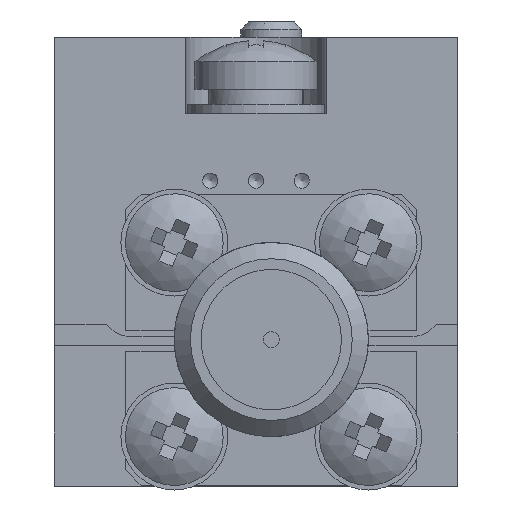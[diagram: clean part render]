
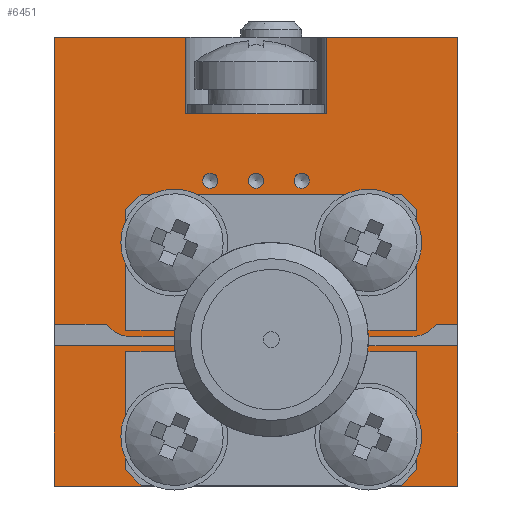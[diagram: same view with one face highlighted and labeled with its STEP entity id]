
A CAD part, left-side view. The second image highlights one B-rep face of the part: STEP entity #6451.
In plain terms, the highlighted planar face has unit normal (-1, 0, 0).
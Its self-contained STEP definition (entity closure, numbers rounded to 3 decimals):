
#6451=ADVANCED_FACE('',(#19105,#19107,#19109,#19111,#19113,#19115,#19117,#19119),
#19121,.F.);
#19105=FACE_BOUND('',#19106,.T.);
#19106=EDGE_LOOP('',(#32433,#32434,#32435,#32436,#32437,#32438,#32439,#32440,#32441,
#32442,#32443,#32444,#32445,#32446,#32447,#32448,#32449,#32450,#32451,#32452));
#19107=FACE_BOUND('',#19108,.T.);
#19108=EDGE_LOOP('',(#32453));
#19109=FACE_BOUND('',#19110,.T.);
#19110=EDGE_LOOP('',(#32454));
#19111=FACE_BOUND('',#19112,.T.);
#19112=EDGE_LOOP('',(#32455));
#19113=FACE_BOUND('',#19114,.T.);
#19114=EDGE_LOOP('',(#32456));
#19115=FACE_BOUND('',#19116,.T.);
#19116=EDGE_LOOP('',(#32457));
#19117=FACE_BOUND('',#19118,.T.);
#19118=EDGE_LOOP('',(#32458));
#19119=FACE_BOUND('',#19120,.T.);
#19120=EDGE_LOOP('',(#32459));
#19121=PLANE('',#19122);
#19122=AXIS2_PLACEMENT_3D('',#19123,#19124,#19125);
#19123=CARTESIAN_POINT('',(-27.5,6.6,14.7));
#19124=DIRECTION('',(1.,0.,-0.));
#19125=DIRECTION('',(0.,1.,0.));
#32433=ORIENTED_EDGE('',*,*,#38529,.F.);
#32434=ORIENTED_EDGE('',*,*,#38530,.F.);
#32435=ORIENTED_EDGE('',*,*,#38531,.F.);
#32436=ORIENTED_EDGE('',*,*,#38532,.T.);
#32437=ORIENTED_EDGE('',*,*,#38533,.F.);
#32438=ORIENTED_EDGE('',*,*,#38508,.T.);
#32439=ORIENTED_EDGE('',*,*,#38534,.F.);
#32440=ORIENTED_EDGE('',*,*,#38535,.F.);
#32441=ORIENTED_EDGE('',*,*,#38536,.F.);
#32442=ORIENTED_EDGE('',*,*,#38537,.F.);
#32443=ORIENTED_EDGE('',*,*,#38538,.F.);
#32444=ORIENTED_EDGE('',*,*,#38504,.T.);
#32445=ORIENTED_EDGE('',*,*,#38539,.T.);
#32446=ORIENTED_EDGE('',*,*,#38161,.F.);
#32447=ORIENTED_EDGE('',*,*,#38540,.F.);
#32448=ORIENTED_EDGE('',*,*,#38541,.F.);
#32449=ORIENTED_EDGE('',*,*,#38542,.F.);
#32450=ORIENTED_EDGE('',*,*,#38543,.F.);
#32451=ORIENTED_EDGE('',*,*,#38544,.F.);
#32452=ORIENTED_EDGE('',*,*,#38157,.F.);
#32453=ORIENTED_EDGE('',*,*,#37762,.F.);
#32454=ORIENTED_EDGE('',*,*,#37764,.F.);
#32455=ORIENTED_EDGE('',*,*,#37766,.F.);
#32456=ORIENTED_EDGE('',*,*,#37768,.F.);
#32457=ORIENTED_EDGE('',*,*,#37770,.F.);
#32458=ORIENTED_EDGE('',*,*,#37772,.F.);
#32459=ORIENTED_EDGE('',*,*,#37774,.F.);
#37762=EDGE_CURVE('',#41826,#41826,#41827,.T.);
#37764=EDGE_CURVE('',#41830,#41830,#41831,.T.);
#37766=EDGE_CURVE('',#41834,#41834,#41835,.T.);
#37768=EDGE_CURVE('',#41838,#41838,#41839,.T.);
#37770=EDGE_CURVE('',#41842,#41842,#41843,.T.);
#37772=EDGE_CURVE('',#41846,#41846,#41847,.T.);
#37774=EDGE_CURVE('',#41850,#41850,#41851,.T.);
#38157=EDGE_CURVE('',#42615,#42617,#42618,.T.);
#38161=EDGE_CURVE('',#42623,#42625,#42626,.T.);
#38504=EDGE_CURVE('',#43307,#43305,#43308,.T.);
#38508=EDGE_CURVE('',#43315,#43313,#43316,.T.);
#38529=EDGE_CURVE('',#43356,#42615,#43357,.T.);
#38530=EDGE_CURVE('',#43358,#43356,#43359,.T.);
#38531=EDGE_CURVE('',#43360,#43358,#43361,.T.);
#38532=EDGE_CURVE('',#43360,#43362,#43363,.T.);
#38533=EDGE_CURVE('',#43315,#43362,#43364,.T.);
#38534=EDGE_CURVE('',#43365,#43313,#43366,.T.);
#38535=EDGE_CURVE('',#43367,#43365,#43368,.T.);
#38536=EDGE_CURVE('',#43369,#43367,#43370,.T.);
#38537=EDGE_CURVE('',#43371,#43369,#43372,.T.);
#38538=EDGE_CURVE('',#43307,#43371,#43373,.T.);
#38539=EDGE_CURVE('',#43305,#42625,#43374,.T.);
#38540=EDGE_CURVE('',#43375,#42623,#43376,.T.);
#38541=EDGE_CURVE('',#43377,#43375,#43378,.T.);
#38542=EDGE_CURVE('',#43379,#43377,#43380,.T.);
#38543=EDGE_CURVE('',#43381,#43379,#43382,.T.);
#38544=EDGE_CURVE('',#42617,#43381,#43383,.T.);
#41826=VERTEX_POINT('',#53641);
#41827=CIRCLE('',#53642,0.25);
#41830=VERTEX_POINT('',#53752);
#41831=CIRCLE('',#53753,0.25);
#41834=VERTEX_POINT('',#53863);
#41835=CIRCLE('',#53864,0.25);
#41838=VERTEX_POINT('',#53974);
#41839=CIRCLE('',#53975,0.625);
#41842=VERTEX_POINT('',#54085);
#41843=CIRCLE('',#54086,0.625);
#41846=VERTEX_POINT('',#54196);
#41847=CIRCLE('',#54197,0.625);
#41850=VERTEX_POINT('',#54307);
#41851=CIRCLE('',#54308,0.625);
#42615=VERTEX_POINT('',#57982);
#42617=VERTEX_POINT('',#57986);
#42618=LINE('',#57987,#57988);
#42623=VERTEX_POINT('',#57998);
#42625=VERTEX_POINT('',#58002);
#42626=LINE('',#58003,#58004);
#43305=VERTEX_POINT('',#63691);
#43307=VERTEX_POINT('',#63695);
#43308=LINE('',#63696,#63697);
#43313=VERTEX_POINT('',#63707);
#43315=VERTEX_POINT('',#63711);
#43316=LINE('',#63712,#63713);
#43356=VERTEX_POINT('',#63794);
#43357=LINE('',#63795,#63796);
#43358=VERTEX_POINT('',#63798);
#43359=LINE('',#63799,#63800);
#43360=VERTEX_POINT('',#63802);
#43361=LINE('',#63803,#63804);
#43362=VERTEX_POINT('',#63806);
#43363=LINE('',#63807,#63808);
#43364=LINE('',#63810,#63811);
#43365=VERTEX_POINT('',#63813);
#43366=LINE('',#63814,#63815);
#43367=VERTEX_POINT('',#63817);
#43368=CIRCLE('',#63818,1.);
#43369=VERTEX_POINT('',#63822);
#43370=LINE('',#63823,#63824);
#43371=VERTEX_POINT('',#63826);
#43372=LINE('',#63827,#63828);
#43373=LINE('',#63830,#63831);
#43374=LINE('',#63833,#63834);
#43375=VERTEX_POINT('',#63836);
#43376=LINE('',#63837,#63838);
#43377=VERTEX_POINT('',#63840);
#43378=LINE('',#63841,#63842);
#43379=VERTEX_POINT('',#63844);
#43380=LINE('',#63845,#63846);
#43381=VERTEX_POINT('',#63848);
#43382=CIRCLE('',#63849,1.);
#43383=LINE('',#63853,#63854);
#53641=CARTESIAN_POINT('',(-27.5,0.,10.25));
#53642=AXIS2_PLACEMENT_3D('',#53643,#53644,#53645);
#53643=CARTESIAN_POINT('',(-27.5,0.,10.));
#53644=DIRECTION('',(-1.,0.,0.));
#53645=DIRECTION('',(0.,0.,-1.));
#53752=CARTESIAN_POINT('',(-27.5,1.5,10.25));
#53753=AXIS2_PLACEMENT_3D('',#53754,#53755,#53756);
#53754=CARTESIAN_POINT('',(-27.5,1.5,10.));
#53755=DIRECTION('',(-1.,0.,0.));
#53756=DIRECTION('',(-0.,0.,-1.));
#53863=CARTESIAN_POINT('',(-27.5,-1.5,10.25));
#53864=AXIS2_PLACEMENT_3D('',#53865,#53866,#53867);
#53865=CARTESIAN_POINT('',(-27.5,-1.5,10.));
#53866=DIRECTION('',(-1.,0.,0.));
#53867=DIRECTION('',(-0.,0.,-1.));
#53974=CARTESIAN_POINT('',(-27.5,2.675,8.6));
#53975=AXIS2_PLACEMENT_3D('',#53976,#53977,#53978);
#53976=CARTESIAN_POINT('',(-27.5,2.675,7.975));
#53977=DIRECTION('',(-1.,0.,0.));
#53978=DIRECTION('',(-0.,0.,-1.));
#54085=CARTESIAN_POINT('',(-27.5,-3.675,8.6));
#54086=AXIS2_PLACEMENT_3D('',#54087,#54088,#54089);
#54087=CARTESIAN_POINT('',(-27.5,-3.675,7.975));
#54088=DIRECTION('',(-1.,0.,0.));
#54089=DIRECTION('',(-0.,0.,-1.));
#54196=CARTESIAN_POINT('',(-27.5,-3.675,2.25));
#54197=AXIS2_PLACEMENT_3D('',#54198,#54199,#54200);
#54198=CARTESIAN_POINT('',(-27.5,-3.675,1.625));
#54199=DIRECTION('',(-1.,0.,0.));
#54200=DIRECTION('',(-0.,0.,-1.));
#54307=CARTESIAN_POINT('',(-27.5,2.675,2.25));
#54308=AXIS2_PLACEMENT_3D('',#54309,#54310,#54311);
#54309=CARTESIAN_POINT('',(-27.5,2.675,1.625));
#54310=DIRECTION('',(-1.,0.,0.));
#54311=DIRECTION('',(-0.,0.,-1.));
#57982=CARTESIAN_POINT('',(-27.5,-6.6,14.7));
#57986=CARTESIAN_POINT('',(-27.5,-6.6,5.3));
#57987=CARTESIAN_POINT('',(-27.5,-6.6,14.7));
#57988=VECTOR('',#57989,1.);
#57989=DIRECTION('',(0.,0.,-1.));
#57998=CARTESIAN_POINT('',(-27.5,-6.6,4.6));
#58002=CARTESIAN_POINT('',(-27.5,-6.6,0.));
#58003=CARTESIAN_POINT('',(-27.5,-6.6,4.6));
#58004=VECTOR('',#58005,1.);
#58005=DIRECTION('',(0.,0.,-1.));
#63691=CARTESIAN_POINT('',(-27.5,6.6,0.));
#63695=CARTESIAN_POINT('',(-27.5,6.6,4.6));
#63696=CARTESIAN_POINT('',(-27.5,6.6,4.6));
#63697=VECTOR('',#63698,1.);
#63698=DIRECTION('',(0.,0.,-1.));
#63707=CARTESIAN_POINT('',(-27.5,6.6,5.3));
#63711=CARTESIAN_POINT('',(-27.5,6.6,14.7));
#63712=CARTESIAN_POINT('',(-27.5,6.6,14.7));
#63713=VECTOR('',#63714,1.);
#63714=DIRECTION('',(0.,0.,-1.));
#63794=CARTESIAN_POINT('',(-27.5,-2.3,14.7));
#63795=CARTESIAN_POINT('',(-27.5,-2.3,14.7));
#63796=VECTOR('',#63797,1.);
#63797=DIRECTION('',(0.,-1.,0.));
#63798=CARTESIAN_POINT('',(-27.5,-2.3,12.2));
#63799=CARTESIAN_POINT('',(-27.5,-2.3,12.2));
#63800=VECTOR('',#63801,1.);
#63801=DIRECTION('',(0.,0.,1.));
#63802=CARTESIAN_POINT('',(-27.5,2.3,12.2));
#63803=CARTESIAN_POINT('',(-27.5,2.3,12.2));
#63804=VECTOR('',#63805,1.);
#63805=DIRECTION('',(0.,-1.,0.));
#63806=CARTESIAN_POINT('',(-27.5,2.3,14.7));
#63807=CARTESIAN_POINT('',(-27.5,2.3,12.2));
#63808=VECTOR('',#63809,1.);
#63809=DIRECTION('',(0.,0.,1.));
#63810=CARTESIAN_POINT('',(-27.5,6.6,14.7));
#63811=VECTOR('',#63812,1.);
#63812=DIRECTION('',(0.,-1.,0.));
#63813=CARTESIAN_POINT('',(-27.5,4.9,5.3));
#63814=CARTESIAN_POINT('',(-27.5,4.9,5.3));
#63815=VECTOR('',#63816,1.);
#63816=DIRECTION('',(0.,1.,0.));
#63817=CARTESIAN_POINT('',(-27.5,4.1,4.9));
#63818=AXIS2_PLACEMENT_3D('',#63819,#63820,#63821);
#63819=CARTESIAN_POINT('',(-27.5,4.1,5.9));
#63820=DIRECTION('',(1.,0.,0.));
#63821=DIRECTION('',(0.,0.,-1.));
#63822=CARTESIAN_POINT('',(-27.5,2.6,4.9));
#63823=CARTESIAN_POINT('',(-27.5,2.6,4.9));
#63824=VECTOR('',#63825,1.);
#63825=DIRECTION('',(0.,1.,0.));
#63826=CARTESIAN_POINT('',(-27.5,2.6,4.6));
#63827=CARTESIAN_POINT('',(-27.5,2.6,4.6));
#63828=VECTOR('',#63829,1.);
#63829=DIRECTION('',(0.,0.,1.));
#63830=CARTESIAN_POINT('',(-27.5,6.6,4.6));
#63831=VECTOR('',#63832,1.);
#63832=DIRECTION('',(0.,-1.,0.));
#63833=CARTESIAN_POINT('',(-27.5,6.6,0.));
#63834=VECTOR('',#63835,1.);
#63835=DIRECTION('',(0.,-1.,0.));
#63836=CARTESIAN_POINT('',(-27.5,-3.6,4.6));
#63837=CARTESIAN_POINT('',(-27.5,-3.6,4.6));
#63838=VECTOR('',#63839,1.);
#63839=DIRECTION('',(0.,-1.,0.));
#63840=CARTESIAN_POINT('',(-27.5,-3.6,4.9));
#63841=CARTESIAN_POINT('',(-27.5,-3.6,4.9));
#63842=VECTOR('',#63843,1.);
#63843=DIRECTION('',(0.,0.,-1.));
#63844=CARTESIAN_POINT('',(-27.5,-5.1,4.9));
#63845=CARTESIAN_POINT('',(-27.5,-5.1,4.9));
#63846=VECTOR('',#63847,1.);
#63847=DIRECTION('',(0.,1.,0.));
#63848=CARTESIAN_POINT('',(-27.5,-5.9,5.3));
#63849=AXIS2_PLACEMENT_3D('',#63850,#63851,#63852);
#63850=CARTESIAN_POINT('',(-27.5,-5.1,5.9));
#63851=DIRECTION('',(1.,0.,0.));
#63852=DIRECTION('',(0.,-0.8,-0.6));
#63853=CARTESIAN_POINT('',(-27.5,-6.6,5.3));
#63854=VECTOR('',#63855,1.);
#63855=DIRECTION('',(0.,1.,0.));
